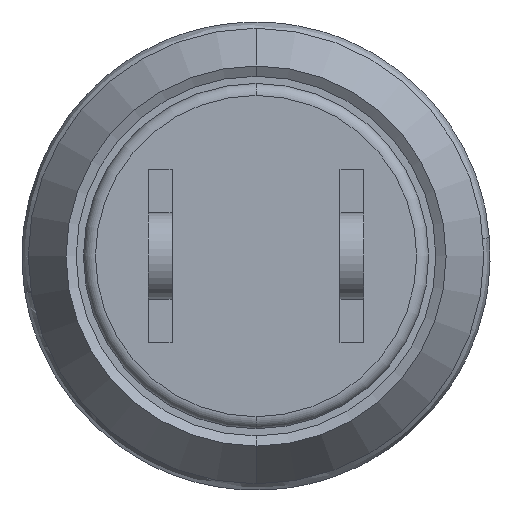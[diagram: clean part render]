
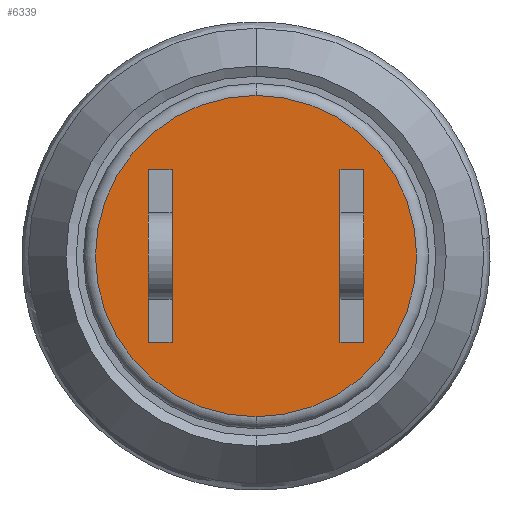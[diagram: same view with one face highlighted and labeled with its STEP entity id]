
A CAD part, front view. The second image highlights one B-rep face of the part: STEP entity #6339.
In plain terms, the highlighted planar face has unit normal (0, -1, 0).
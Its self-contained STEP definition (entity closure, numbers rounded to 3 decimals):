
#21 = PLANE ( 'NONE',  #4835 ) ;
#165 = DIRECTION ( 'NONE',  ( 0., 0., 1. ) ) ;
#350 = LINE ( 'NONE', #5506, #3130 ) ;
#354 = CARTESIAN_POINT ( 'NONE',  ( 1.75, 0., -1.8 ) ) ;
#429 = ORIENTED_EDGE ( 'NONE', *, *, #3551, .T. ) ;
#498 = CARTESIAN_POINT ( 'NONE',  ( 0., 0., 0. ) ) ;
#515 = LINE ( 'NONE', #2522, #4298 ) ;
#683 = DIRECTION ( 'NONE',  ( 0., 0., 1. ) ) ;
#740 = CARTESIAN_POINT ( 'NONE',  ( 0., 0., -1.8 ) ) ;
#906 = DIRECTION ( 'NONE',  ( 0., 0., -1. ) ) ;
#919 = VECTOR ( 'NONE', #4266, 1000. ) ;
#976 = CARTESIAN_POINT ( 'NONE',  ( -1.75, 0., 1.8 ) ) ;
#1013 = EDGE_CURVE ( 'NONE', #1510, #4124, #515, .T. ) ;
#1464 = FACE_OUTER_BOUND ( 'NONE', #3472, .T. ) ;
#1510 = VERTEX_POINT ( 'NONE', #3630 ) ;
#1537 = CARTESIAN_POINT ( 'NONE',  ( 1.75, 0., 1.8 ) ) ;
#1712 = LINE ( 'NONE', #5831, #5747 ) ;
#1847 = CIRCLE ( 'NONE', #3254, 3.35 ) ;
#1932 = EDGE_CURVE ( 'NONE', #6051, #5294, #2048, .T. ) ;
#2035 = ORIENTED_EDGE ( 'NONE', *, *, #6145, .T. ) ;
#2048 = LINE ( 'NONE', #3614, #5058 ) ;
#2193 = VERTEX_POINT ( 'NONE', #3352 ) ;
#2309 = EDGE_LOOP ( 'NONE', ( #2551, #4056, #429, #2988 ) ) ;
#2452 = DIRECTION ( 'NONE',  ( 1., 0., 0. ) ) ;
#2522 = CARTESIAN_POINT ( 'NONE',  ( 0., 0., 1.8 ) ) ;
#2551 = ORIENTED_EDGE ( 'NONE', *, *, #1932, .F. ) ;
#2562 = VECTOR ( 'NONE', #3814, 1000. ) ;
#2640 = EDGE_CURVE ( 'NONE', #1510, #2193, #350, .T. ) ;
#2709 = AXIS2_PLACEMENT_3D ( 'NONE', #4753, #6221, #165 ) ;
#2852 = VECTOR ( 'NONE', #2452, 1000. ) ;
#2853 = LINE ( 'NONE', #5542, #2852 ) ;
#2869 = LINE ( 'NONE', #740, #5152 ) ;
#2874 = VERTEX_POINT ( 'NONE', #6134 ) ;
#2985 = DIRECTION ( 'NONE',  ( 0., 0., 1. ) ) ;
#2988 = ORIENTED_EDGE ( 'NONE', *, *, #3560, .T. ) ;
#3070 = DIRECTION ( 'NONE',  ( 0., 0., -1. ) ) ;
#3130 = VECTOR ( 'NONE', #906, 1000. ) ;
#3254 = AXIS2_PLACEMENT_3D ( 'NONE', #498, #3513, #2985 ) ;
#3310 = CARTESIAN_POINT ( 'NONE',  ( 0., 0., -1.8 ) ) ;
#3352 = CARTESIAN_POINT ( 'NONE',  ( -2.25, 0., -1.8 ) ) ;
#3367 = ORIENTED_EDGE ( 'NONE', *, *, #4257, .T. ) ;
#3472 = EDGE_LOOP ( 'NONE', ( #2035, #5259 ) ) ;
#3513 = DIRECTION ( 'NONE',  ( 0., -1., 0. ) ) ;
#3551 = EDGE_CURVE ( 'NONE', #6096, #5952, #1712, .T. ) ;
#3560 = EDGE_CURVE ( 'NONE', #5952, #5294, #3785, .T. ) ;
#3614 = CARTESIAN_POINT ( 'NONE',  ( 1.75, 0., 0. ) ) ;
#3630 = CARTESIAN_POINT ( 'NONE',  ( -2.25, 0., 1.8 ) ) ;
#3727 = CARTESIAN_POINT ( 'NONE',  ( 0., 0., 0. ) ) ;
#3785 = LINE ( 'NONE', #3310, #919 ) ;
#3814 = DIRECTION ( 'NONE',  ( 0., 0., -1. ) ) ;
#4056 = ORIENTED_EDGE ( 'NONE', *, *, #5308, .T. ) ;
#4124 = VERTEX_POINT ( 'NONE', #976 ) ;
#4257 = EDGE_CURVE ( 'NONE', #4653, #2193, #2869, .T. ) ;
#4266 = DIRECTION ( 'NONE',  ( -1., 0., 0. ) ) ;
#4298 = VECTOR ( 'NONE', #5122, 1000. ) ;
#4493 = VERTEX_POINT ( 'NONE', #5316 ) ;
#4653 = VERTEX_POINT ( 'NONE', #5585 ) ;
#4753 = CARTESIAN_POINT ( 'NONE',  ( 0., 0., 0. ) ) ;
#4835 = AXIS2_PLACEMENT_3D ( 'NONE', #3727, #5229, #683 ) ;
#5022 = EDGE_CURVE ( 'NONE', #4124, #4653, #5994, .T. ) ;
#5058 = VECTOR ( 'NONE', #3070, 1000. ) ;
#5122 = DIRECTION ( 'NONE',  ( 1., 0., 0. ) ) ;
#5140 = ORIENTED_EDGE ( 'NONE', *, *, #5022, .T. ) ;
#5152 = VECTOR ( 'NONE', #5938, 1000. ) ;
#5229 = DIRECTION ( 'NONE',  ( 0., 1., 0. ) ) ;
#5259 = ORIENTED_EDGE ( 'NONE', *, *, #6211, .T. ) ;
#5275 = EDGE_LOOP ( 'NONE', ( #6453, #5829, #5140, #3367 ) ) ;
#5294 = VERTEX_POINT ( 'NONE', #354 ) ;
#5308 = EDGE_CURVE ( 'NONE', #6051, #6096, #2853, .T. ) ;
#5316 = CARTESIAN_POINT ( 'NONE',  ( 0., 0., 3.35 ) ) ;
#5322 = CARTESIAN_POINT ( 'NONE',  ( 2.25, 0., -1.8 ) ) ;
#5411 = CIRCLE ( 'NONE', #2709, 3.35 ) ;
#5506 = CARTESIAN_POINT ( 'NONE',  ( -2.25, 0., 0. ) ) ;
#5526 = CARTESIAN_POINT ( 'NONE',  ( 2.25, 0., 1.8 ) ) ;
#5542 = CARTESIAN_POINT ( 'NONE',  ( 0., 0., 1.8 ) ) ;
#5577 = FACE_BOUND ( 'NONE', #5275, .T. ) ;
#5585 = CARTESIAN_POINT ( 'NONE',  ( -1.75, 0., -1.8 ) ) ;
#5747 = VECTOR ( 'NONE', #5865, 1000. ) ;
#5829 = ORIENTED_EDGE ( 'NONE', *, *, #1013, .T. ) ;
#5831 = CARTESIAN_POINT ( 'NONE',  ( 2.25, 0., 0. ) ) ;
#5865 = DIRECTION ( 'NONE',  ( 0., 0., -1. ) ) ;
#5938 = DIRECTION ( 'NONE',  ( -1., 0., 0. ) ) ;
#5952 = VERTEX_POINT ( 'NONE', #5322 ) ;
#5994 = LINE ( 'NONE', #6427, #2562 ) ;
#6051 = VERTEX_POINT ( 'NONE', #1537 ) ;
#6078 = FACE_BOUND ( 'NONE', #2309, .T. ) ;
#6096 = VERTEX_POINT ( 'NONE', #5526 ) ;
#6134 = CARTESIAN_POINT ( 'NONE',  ( 0., 0., -3.35 ) ) ;
#6145 = EDGE_CURVE ( 'NONE', #4493, #2874, #1847, .T. ) ;
#6211 = EDGE_CURVE ( 'NONE', #2874, #4493, #5411, .T. ) ;
#6221 = DIRECTION ( 'NONE',  ( 0., -1., 0. ) ) ;
#6339 = ADVANCED_FACE ( 'NONE', ( #6078, #1464, #5577 ), #21, .F. ) ;
#6427 = CARTESIAN_POINT ( 'NONE',  ( -1.75, 0., 0. ) ) ;
#6453 = ORIENTED_EDGE ( 'NONE', *, *, #2640, .F. ) ;
